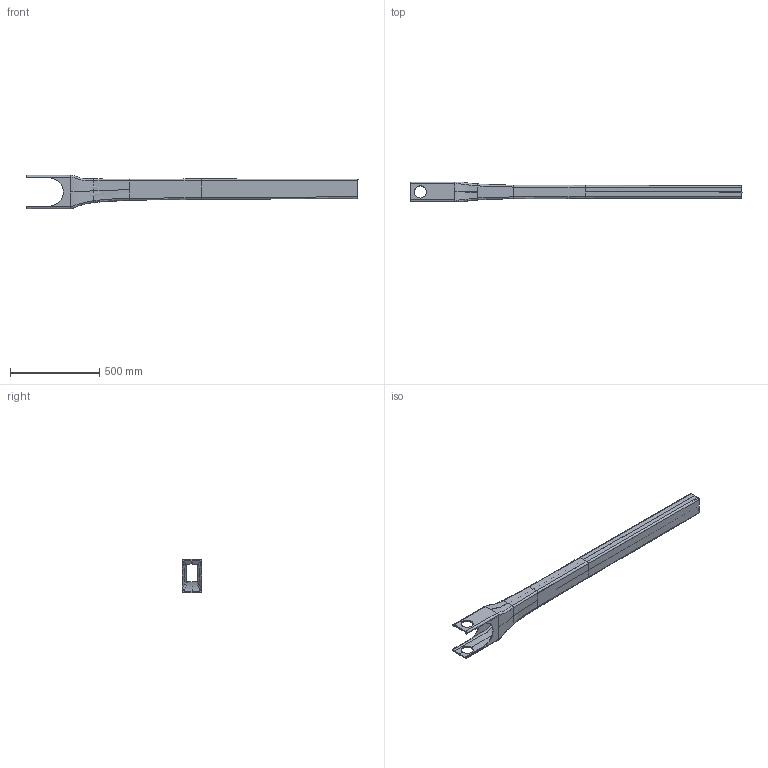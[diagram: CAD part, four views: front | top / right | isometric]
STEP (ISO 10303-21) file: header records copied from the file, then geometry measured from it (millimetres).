
FILE_DESCRIPTION (( 'STEP AP214' ), '1' );
FILE_NAME ('Traeger.STEP', '2014-06-01T07:43:07', ( 'Husel' ), ( '' ), 'SwSTEP 2.0', 'SolidWorks 2013', '' );
FILE_SCHEMA (( 'AUTOMOTIVE_DESIGN' ));
Length unit declared in the file: millimetre
Products named in the file (1): Traeger
Bounding box: 1858 x 111.81 x 186 mm (x, y, z)
Volume: 2632267.2 mm3; surface area: 1293781.1 mm2
Topology: 1 solids, 1 shells, 83 faces, 235 edges, 151 vertices
Faces by surface type: bspline 50, plane 23, cylinder 10
Entity records: 10633 total; most frequent: CARTESIAN_POINT 7965, ORIENTED_EDGE 470, EDGE_CURVE 235, DIRECTION 161, VERTEX_POINT 151, B_SPLINE_CURVE_WITH_KNOTS 142, LINE 93, VECTOR 93
